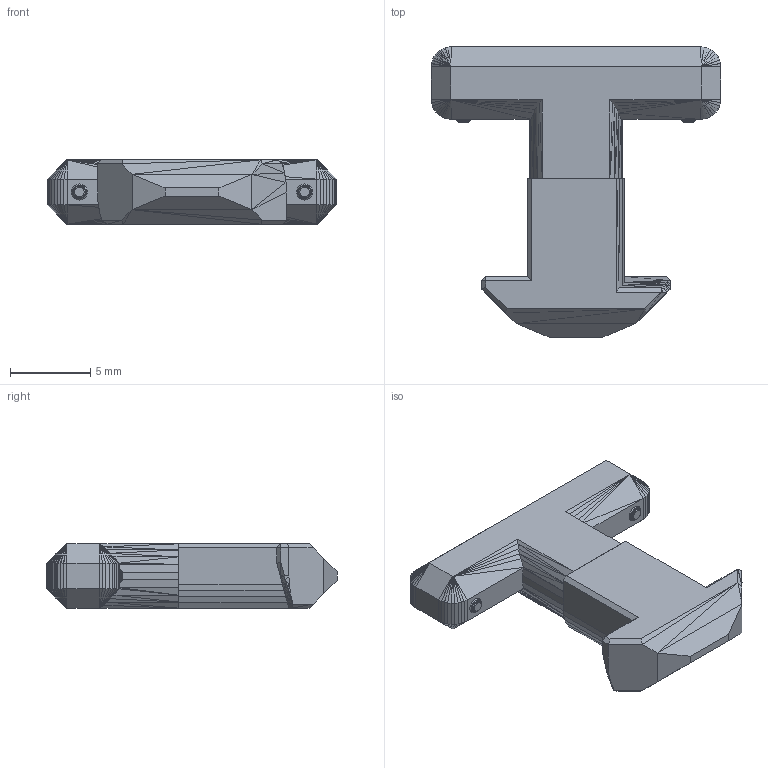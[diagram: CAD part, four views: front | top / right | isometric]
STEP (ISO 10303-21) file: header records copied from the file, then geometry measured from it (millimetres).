
FILE_DESCRIPTION(/* description */ (''),/* implementation_level */ '2;1');
FILE_NAME(/* name */ 'key_4mm.step',/* time_stamp */ '2024-04-05T09:58:13+02:00',/* author */ (''),/* organization */ (''),/* preprocessor_version */ 'ST-DEVELOPER v20',/* originating_system */ 'Autodesk Translation Framework v12.20.1.177',/* authorisation */ '');
FILE_SCHEMA (('AUTOMOTIVE_DESIGN { 1 0 10303 214 3 1 1 }'));
Length unit declared in the file: millimetre
Products named in the file (1): (Non enregistré)
Bounding box: 18 x 18.05 x 4 mm (x, y, z)
Volume: 599.6 mm3; surface area: 606.7 mm2
Topology: 2 solids, 2 shells, 622 faces, 1125 edges, 509 vertices
Faces by surface type: plane 622
Entity records: 13917 total; most frequent: DIRECTION 2371, CARTESIAN_POINT 2257, ORIENTED_EDGE 2250, LINE 1125, VECTOR 1125, EDGE_CURVE 1125, EDGE_LOOP 624, AXIS2_PLACEMENT_3D 623
